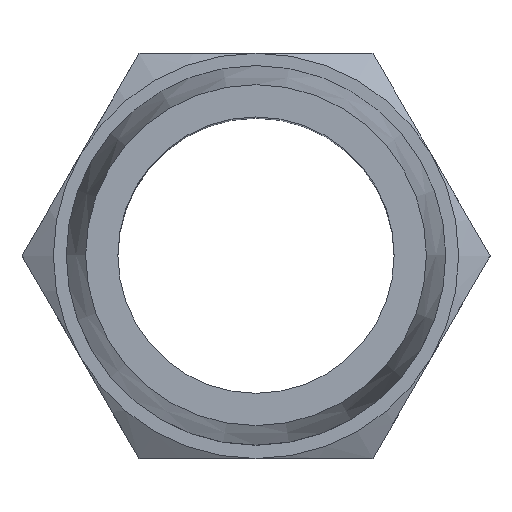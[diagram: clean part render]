
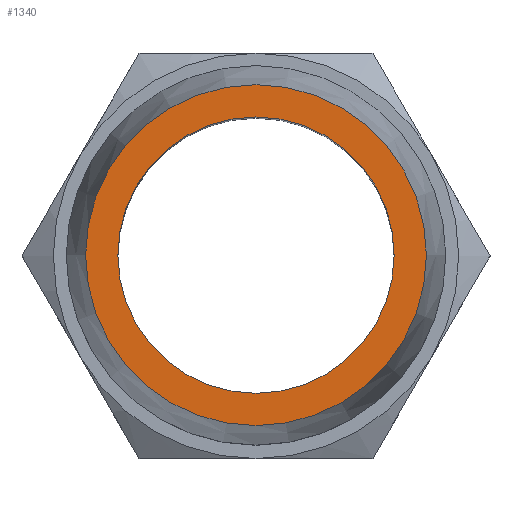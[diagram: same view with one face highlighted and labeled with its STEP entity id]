
A CAD part, top view. The second image highlights one B-rep face of the part: STEP entity #1340.
In plain terms, the highlighted face is planar.
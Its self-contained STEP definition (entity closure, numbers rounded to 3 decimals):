
#717=ORIENTED_EDGE('',*,*,#837,.F.);
#718=ORIENTED_EDGE('',*,*,#838,.T.);
#747=CIRCLE('',#1289,9.25);
#748=CIRCLE('',#1291,7.5);
#783=VERTEX_POINT('',#1202);
#784=VERTEX_POINT('',#1205);
#837=EDGE_CURVE('',#783,#783,#747,.T.);
#838=EDGE_CURVE('',#784,#784,#748,.T.);
#875=EDGE_LOOP('',(#717));
#876=EDGE_LOOP('',(#718));
#919=FACE_BOUND('',#875,.T.);
#920=FACE_BOUND('',#876,.T.);
#1071=DIRECTION('',(0.,-1.,0.));
#1072=DIRECTION('',(0.,0.,9.25));
#1073=DIRECTION('',(0.,1.,0.));
#1074=DIRECTION('',(1.,0.,0.));
#1075=DIRECTION('',(0.,-1.,0.));
#1076=DIRECTION('',(7.5,0.,0.));
#1202=CARTESIAN_POINT('',(26.649,68.395,9.25));
#1203=CARTESIAN_POINT('',(26.649,68.395,0.));
#1204=CARTESIAN_POINT('',(35.899,68.395,0.));
#1205=CARTESIAN_POINT('',(34.149,68.395,0.));
#1206=CARTESIAN_POINT('',(26.649,68.395,0.));
#1289=AXIS2_PLACEMENT_3D('',#1203,#1071,#1072);
#1290=AXIS2_PLACEMENT_3D('',#1204,#1073,#1074);
#1291=AXIS2_PLACEMENT_3D('',#1206,#1075,#1076);
#1313=PLANE('',#1290);
#1340=ADVANCED_FACE('',(#919,#920),#1313,.T.);
